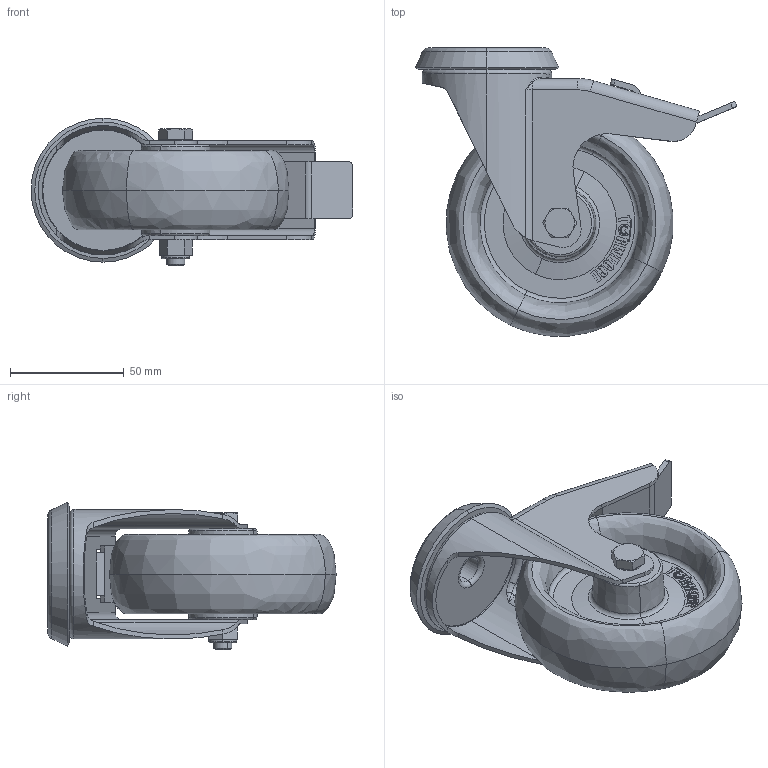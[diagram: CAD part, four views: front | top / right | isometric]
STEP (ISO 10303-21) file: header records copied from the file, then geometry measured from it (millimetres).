
FILE_DESCRIPTION (( 'STEP AP214' ), '1' );
FILE_NAME ('0022204.step', '2022-09-29T08:47:03', ( '' ), ( '' ), 'SwSTEP 2.0', 'SolidWorks 2020', '' );
FILE_SCHEMA (( 'AUTOMOTIVE_DESIGN' ));
Length unit declared in the file: millimetre
Products named in the file (1): 0022204
Bounding box: 141.64 x 126.85 x 64.84 mm (x, y, z)
Volume: 206505.6 mm3; surface area: 69431.7 mm2
Topology: 4 solids, 4 shells, 353 faces, 886 edges, 559 vertices
Faces by surface type: plane 173, bspline 57, cylinder 55, torus 46, cone 22
Entity records: 16695 total; most frequent: CARTESIAN_POINT 4586, ORIENTED_EDGE 1764, DIRECTION 1581, EDGE_CURVE 882, VERTEX_POINT 559, AXIS2_PLACEMENT_3D 538, LINE 505, VECTOR 505
